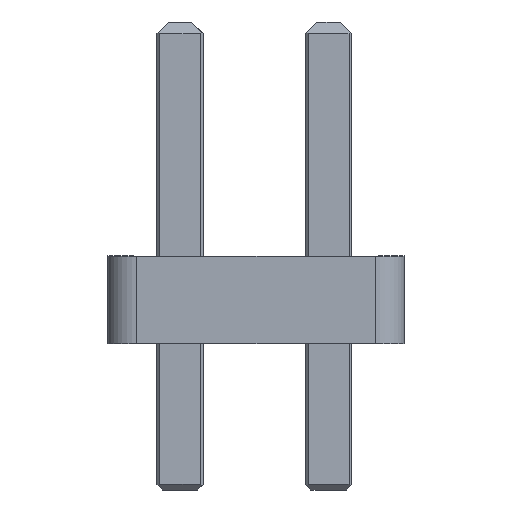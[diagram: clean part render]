
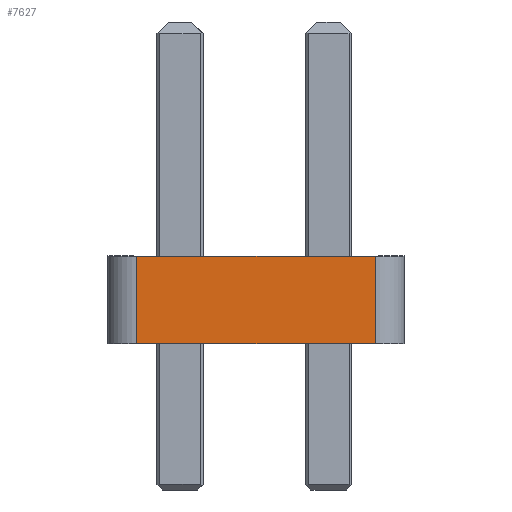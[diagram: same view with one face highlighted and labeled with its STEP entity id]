
A CAD part, left-side view. The second image highlights one B-rep face of the part: STEP entity #7627.
In plain terms, the highlighted planar face has unit normal (-1, 0, 0).
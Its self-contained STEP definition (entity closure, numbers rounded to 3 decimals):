
#571=FACE_OUTER_BOUND('',#987,.T.);
#987=EDGE_LOOP('',(#6821,#6822,#6823,#6824));
#1976=LINE('',#12231,#2968);
#1977=LINE('',#12236,#2969);
#1978=LINE('',#12239,#2970);
#1979=LINE('',#12240,#2971);
#2968=VECTOR('',#10053,10.);
#2969=VECTOR('',#10060,10.);
#2970=VECTOR('',#10063,10.);
#2971=VECTOR('',#10064,10.);
#3674=VERTEX_POINT('',#12228);
#3675=VERTEX_POINT('',#12230);
#3676=VERTEX_POINT('',#12234);
#3677=VERTEX_POINT('',#12238);
#4724=EDGE_CURVE('',#3675,#3674,#1976,.T.);
#4727=EDGE_CURVE('',#3675,#3676,#1977,.T.);
#4728=EDGE_CURVE('',#3677,#3674,#1978,.T.);
#4729=EDGE_CURVE('',#3676,#3677,#1979,.T.);
#6821=ORIENTED_EDGE('',*,*,#4727,.F.);
#6822=ORIENTED_EDGE('',*,*,#4724,.T.);
#6823=ORIENTED_EDGE('',*,*,#4728,.F.);
#6824=ORIENTED_EDGE('',*,*,#4729,.F.);
#7221=PLANE('',#8135);
#7627=ADVANCED_FACE('',(#571),#7221,.T.);
#8135=AXIS2_PLACEMENT_3D('',#12237,#10061,#10062);
#10053=DIRECTION('',(0.,-1.,0.));
#10060=DIRECTION('',(0.,0.,1.));
#10061=DIRECTION('center_axis',(-1.,0.,0.));
#10062=DIRECTION('ref_axis',(0.,0.,1.));
#10063=DIRECTION('',(0.,0.,-1.));
#10064=DIRECTION('',(0.,-1.,0.));
#12228=CARTESIAN_POINT('',(-10.16,-2.04,0.));
#12230=CARTESIAN_POINT('',(-10.16,2.04,0.));
#12231=CARTESIAN_POINT('',(-10.16,2.04,0.));
#12234=CARTESIAN_POINT('',(-10.16,2.04,1.5));
#12236=CARTESIAN_POINT('',(-10.16,2.04,0.));
#12237=CARTESIAN_POINT('Origin',(-10.16,0.,-0.01));
#12238=CARTESIAN_POINT('',(-10.16,-2.04,1.5));
#12239=CARTESIAN_POINT('',(-10.16,-2.04,1.5));
#12240=CARTESIAN_POINT('',(-10.16,2.04,1.5));
